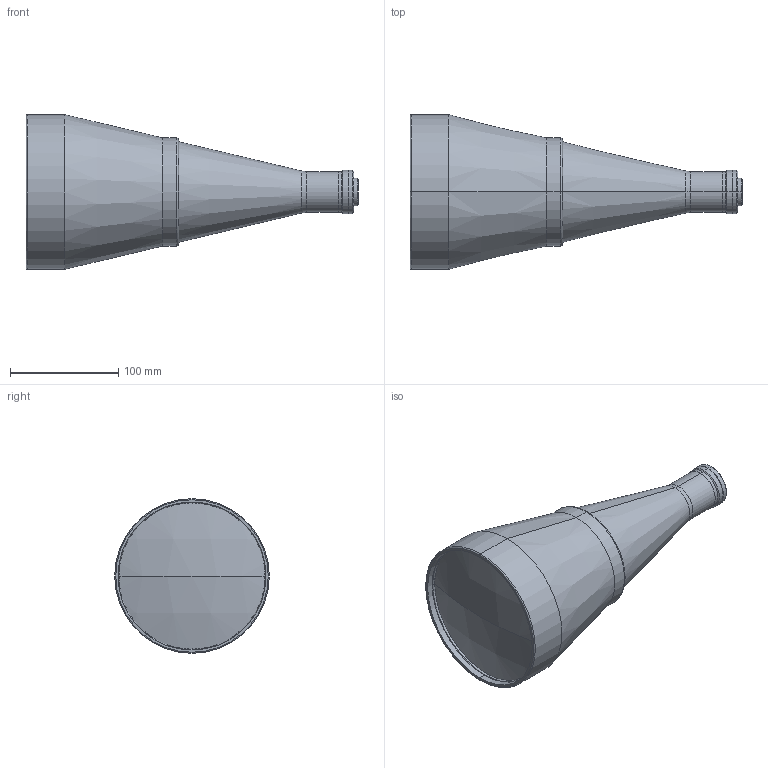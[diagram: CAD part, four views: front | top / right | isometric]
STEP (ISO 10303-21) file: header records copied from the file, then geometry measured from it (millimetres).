
FILE_DESCRIPTION (( 'STEP AP214' ), '1' );
FILE_NAME ('TC13096.STEP', '2011-12-01T07:56:32', ( '--' ), ( '' ), 'SwSTEP 2.0', 'SolidWorks 2011', '' );
FILE_SCHEMA (( 'AUTOMOTIVE_DESIGN' ));
Length unit declared in the file: millimetre
Products named in the file (1): TC13096
Bounding box: 307.03 x 143 x 143 mm (x, y, z)
Surface area: 120479 mm2 (no closed solid volume)
Topology: 0 solids, 12 shells, 66 faces, 160 edges, 106 vertices
Faces by surface type: cylinder 30, cone 12, plane 10, torus 6, sphere 4, bspline 4
Entity records: 2766 total; most frequent: CARTESIAN_POINT 405, DIRECTION 396, ORIENTED_EDGE 270, AXIS2_PLACEMENT_3D 177, EDGE_CURVE 160, CIRCLE 114, VERTEX_POINT 106, EDGE_LOOP 81
